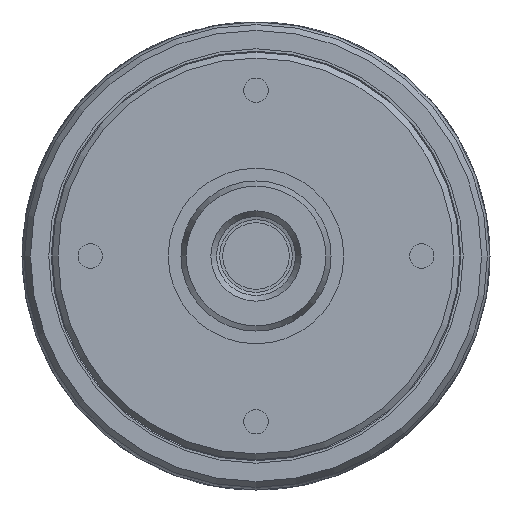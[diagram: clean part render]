
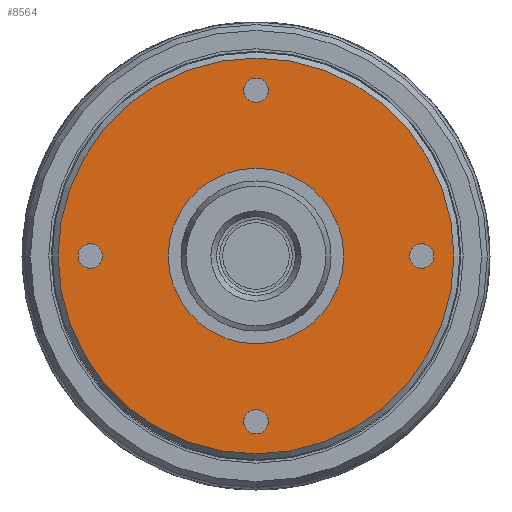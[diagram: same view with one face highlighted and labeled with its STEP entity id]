
A CAD part, left-side view. The second image highlights one B-rep face of the part: STEP entity #8564.
In plain terms, the highlighted planar face has unit normal (-1, 0, 0).
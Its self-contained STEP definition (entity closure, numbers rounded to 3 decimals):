
#1290=FACE_BOUND('',#2806,.T.);
#1291=FACE_BOUND('',#2807,.T.);
#1292=FACE_BOUND('',#2808,.T.);
#1293=FACE_BOUND('',#2809,.T.);
#1294=FACE_BOUND('',#2810,.T.);
#2277=FACE_OUTER_BOUND('',#2805,.T.);
#2805=EDGE_LOOP('',(#7449));
#2806=EDGE_LOOP('',(#7450,#7451));
#2807=EDGE_LOOP('',(#7452,#7453));
#2808=EDGE_LOOP('',(#7454,#7455));
#2809=EDGE_LOOP('',(#7456,#7457));
#2810=EDGE_LOOP('',(#7458,#7459));
#3132=CIRCLE('',#9231,20.3);
#3133=CIRCLE('',#9233,1.25);
#3134=CIRCLE('',#9234,1.25);
#3135=CIRCLE('',#9236,1.25);
#3136=CIRCLE('',#9237,1.25);
#3137=CIRCLE('',#9239,1.25);
#3138=CIRCLE('',#9240,1.25);
#3139=CIRCLE('',#9242,1.25);
#3140=CIRCLE('',#9243,1.25);
#3141=CIRCLE('',#9245,9.);
#3142=CIRCLE('',#9246,9.);
#3985=VERTEX_POINT('',#19949);
#3986=VERTEX_POINT('',#19953);
#3987=VERTEX_POINT('',#19955);
#3988=VERTEX_POINT('',#19959);
#3989=VERTEX_POINT('',#19961);
#3990=VERTEX_POINT('',#19965);
#3991=VERTEX_POINT('',#19967);
#3992=VERTEX_POINT('',#19971);
#3993=VERTEX_POINT('',#19973);
#3994=VERTEX_POINT('',#19977);
#3995=VERTEX_POINT('',#19978);
#5182=EDGE_CURVE('',#3985,#3985,#3132,.T.);
#5184=EDGE_CURVE('',#3987,#3986,#3133,.T.);
#5185=EDGE_CURVE('',#3986,#3987,#3134,.T.);
#5187=EDGE_CURVE('',#3989,#3988,#3135,.T.);
#5188=EDGE_CURVE('',#3988,#3989,#3136,.T.);
#5190=EDGE_CURVE('',#3991,#3990,#3137,.T.);
#5191=EDGE_CURVE('',#3990,#3991,#3138,.T.);
#5193=EDGE_CURVE('',#3993,#3992,#3139,.T.);
#5194=EDGE_CURVE('',#3992,#3993,#3140,.T.);
#5195=EDGE_CURVE('',#3994,#3995,#3141,.T.);
#5196=EDGE_CURVE('',#3995,#3994,#3142,.T.);
#7449=ORIENTED_EDGE('',*,*,#5182,.F.);
#7450=ORIENTED_EDGE('',*,*,#5184,.T.);
#7451=ORIENTED_EDGE('',*,*,#5185,.T.);
#7452=ORIENTED_EDGE('',*,*,#5187,.T.);
#7453=ORIENTED_EDGE('',*,*,#5188,.T.);
#7454=ORIENTED_EDGE('',*,*,#5190,.T.);
#7455=ORIENTED_EDGE('',*,*,#5191,.T.);
#7456=ORIENTED_EDGE('',*,*,#5193,.T.);
#7457=ORIENTED_EDGE('',*,*,#5194,.T.);
#7458=ORIENTED_EDGE('',*,*,#5195,.T.);
#7459=ORIENTED_EDGE('',*,*,#5196,.T.);
#8145=PLANE('',#9244);
#8564=ADVANCED_FACE('',(#2277,#1290,#1291,#1292,#1293,#1294),#8145,.T.);
#9231=AXIS2_PLACEMENT_3D('',#19951,#10946,#10947);
#9233=AXIS2_PLACEMENT_3D('',#19956,#10951,#10952);
#9234=AXIS2_PLACEMENT_3D('',#19957,#10953,#10954);
#9236=AXIS2_PLACEMENT_3D('',#19962,#10958,#10959);
#9237=AXIS2_PLACEMENT_3D('',#19963,#10960,#10961);
#9239=AXIS2_PLACEMENT_3D('',#19968,#10965,#10966);
#9240=AXIS2_PLACEMENT_3D('',#19969,#10967,#10968);
#9242=AXIS2_PLACEMENT_3D('',#19974,#10972,#10973);
#9243=AXIS2_PLACEMENT_3D('',#19975,#10974,#10975);
#9244=AXIS2_PLACEMENT_3D('',#19976,#10976,#10977);
#9245=AXIS2_PLACEMENT_3D('',#19979,#10978,#10979);
#9246=AXIS2_PLACEMENT_3D('',#19980,#10980,#10981);
#10946=DIRECTION('center_axis',(1.,0.,0.));
#10947=DIRECTION('ref_axis',(0.,1.,0.));
#10951=DIRECTION('center_axis',(1.,0.,0.));
#10952=DIRECTION('ref_axis',(0.,-1.,0.));
#10953=DIRECTION('center_axis',(1.,0.,0.));
#10954=DIRECTION('ref_axis',(0.,-1.,0.));
#10958=DIRECTION('center_axis',(1.,0.,0.));
#10959=DIRECTION('ref_axis',(0.,0.,1.));
#10960=DIRECTION('center_axis',(1.,0.,0.));
#10961=DIRECTION('ref_axis',(0.,0.,1.));
#10965=DIRECTION('center_axis',(1.,0.,0.));
#10966=DIRECTION('ref_axis',(0.,1.,0.));
#10967=DIRECTION('center_axis',(1.,0.,0.));
#10968=DIRECTION('ref_axis',(0.,1.,0.));
#10972=DIRECTION('center_axis',(1.,0.,0.));
#10973=DIRECTION('ref_axis',(0.,0.,-1.));
#10974=DIRECTION('center_axis',(1.,0.,0.));
#10975=DIRECTION('ref_axis',(0.,0.,-1.));
#10976=DIRECTION('center_axis',(-1.,0.,0.));
#10977=DIRECTION('ref_axis',(0.,0.,-1.));
#10978=DIRECTION('center_axis',(1.,0.,0.));
#10979=DIRECTION('ref_axis',(0.,0.,-1.));
#10980=DIRECTION('center_axis',(1.,0.,0.));
#10981=DIRECTION('ref_axis',(0.,0.,-1.));
#19949=CARTESIAN_POINT('',(19.75,-20.3,0.));
#19951=CARTESIAN_POINT('Origin',(19.75,0.,0.));
#19953=CARTESIAN_POINT('',(19.75,-15.75,0.));
#19955=CARTESIAN_POINT('',(19.75,-18.25,0.));
#19956=CARTESIAN_POINT('Origin',(19.75,-17.,0.));
#19957=CARTESIAN_POINT('Origin',(19.75,-17.,0.));
#19959=CARTESIAN_POINT('',(19.75,0.,15.75));
#19961=CARTESIAN_POINT('',(19.75,0.,18.25));
#19962=CARTESIAN_POINT('Origin',(19.75,0.,17.));
#19963=CARTESIAN_POINT('Origin',(19.75,0.,17.));
#19965=CARTESIAN_POINT('',(19.75,15.75,0.));
#19967=CARTESIAN_POINT('',(19.75,18.25,0.));
#19968=CARTESIAN_POINT('Origin',(19.75,17.,0.));
#19969=CARTESIAN_POINT('Origin',(19.75,17.,0.));
#19971=CARTESIAN_POINT('',(19.75,0.,-15.75));
#19973=CARTESIAN_POINT('',(19.75,0.,-18.25));
#19974=CARTESIAN_POINT('Origin',(19.75,0.,-17.));
#19975=CARTESIAN_POINT('Origin',(19.75,0.,-17.));
#19976=CARTESIAN_POINT('Origin',(19.75,-10.5,0.));
#19977=CARTESIAN_POINT('',(19.75,0.,-9.));
#19978=CARTESIAN_POINT('',(19.75,0.,9.));
#19979=CARTESIAN_POINT('Origin',(19.75,0.,0.));
#19980=CARTESIAN_POINT('Origin',(19.75,0.,0.));
